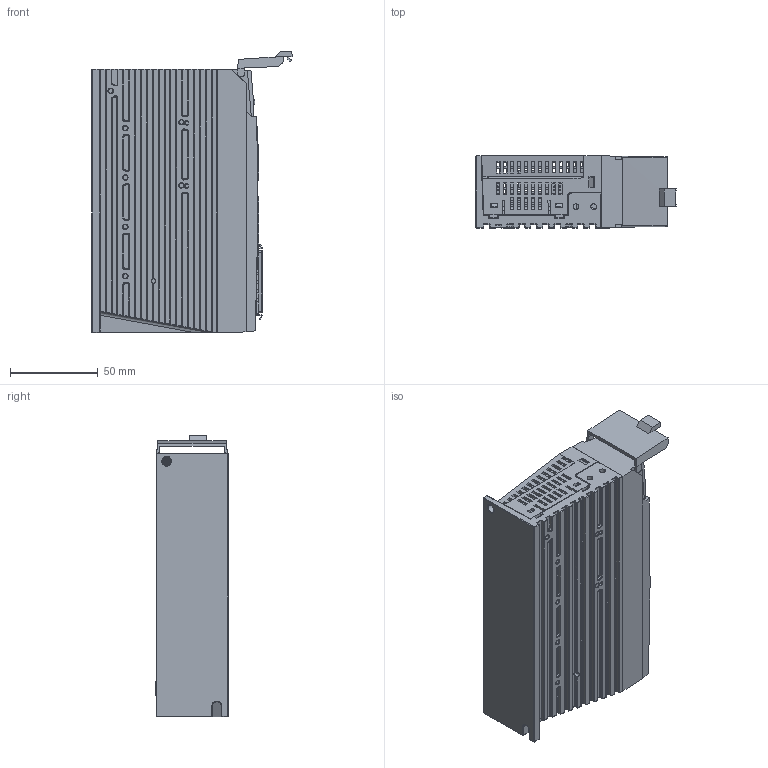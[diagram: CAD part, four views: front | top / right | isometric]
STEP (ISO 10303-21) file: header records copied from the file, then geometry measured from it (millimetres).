
FILE_DESCRIPTION (( 'STEP AP203' ), '1' );
FILE_NAME ('M2DC.STEP', '2016-05-13T02:13:37', ( '' ), ( '' ), 'SwSTEP 2.0', 'SolidWorks 2014', '' );
FILE_SCHEMA (( 'CONFIG_CONTROL_DESIGN' ));
Length unit declared in the file: millimetre
Products named in the file (1): M2DC
Bounding box: 113.99 x 41.2 x 160.24 mm (x, y, z)
Surface area: 90293 mm2 (no closed solid volume)
Topology: 0 solids, 85 shells, 2179 faces, 7548 edges, 5284 vertices
Faces by surface type: plane 1306, cylinder 558, torus 178, bspline 54, sphere 53, cone 30
Entity records: 80742 total; most frequent: CARTESIAN_POINT 17197, DIRECTION 12986, ORIENTED_EDGE 11918, EDGE_CURVE 7492, LINE 5594, VECTOR 5594, VERTEX_POINT 5284, AXIS2_PLACEMENT_3D 3696
